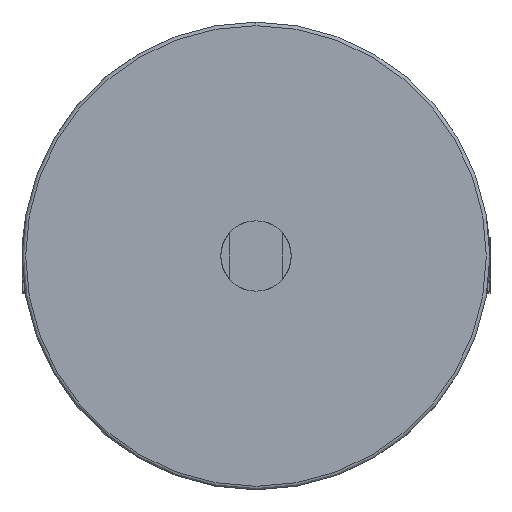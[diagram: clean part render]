
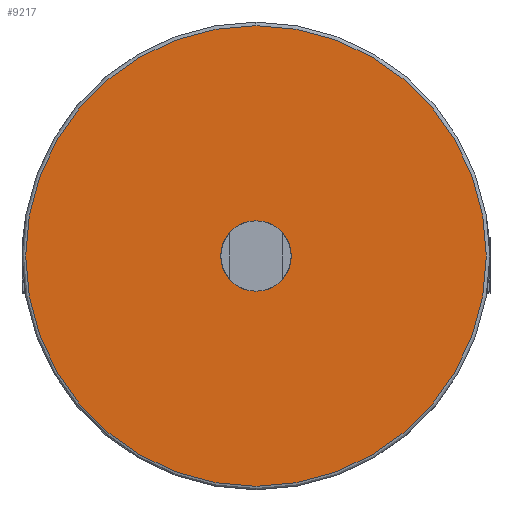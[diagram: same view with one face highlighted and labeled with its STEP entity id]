
A CAD part, left-side view. The second image highlights one B-rep face of the part: STEP entity #9217.
In plain terms, the highlighted planar face has unit normal (-1, 0, 0).
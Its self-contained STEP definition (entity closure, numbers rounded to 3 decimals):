
#83 = CARTESIAN_POINT ( 'NONE',  ( -700., 0., 0. ) ) ;
#368 = CARTESIAN_POINT ( 'NONE',  ( -700., 0., 0. ) ) ;
#720 = FACE_BOUND ( 'NONE', #3168, .T. ) ;
#893 = ORIENTED_EDGE ( 'NONE', *, *, #10026, .T. ) ;
#953 = AXIS2_PLACEMENT_3D ( 'NONE', #12762, #5433, #13979 ) ;
#1077 = VERTEX_POINT ( 'NONE', #1482 ) ;
#1343 = PLANE ( 'NONE',  #9106 ) ;
#1386 = DIRECTION ( 'NONE',  ( 0., 0., 1. ) ) ;
#1482 = CARTESIAN_POINT ( 'NONE',  ( -700., 0., -10. ) ) ;
#1503 = ORIENTED_EDGE ( 'NONE', *, *, #3369, .T. ) ;
#1508 = DIRECTION ( 'NONE',  ( -1., 0., 0. ) ) ;
#1658 = DIRECTION ( 'NONE',  ( 0., 0., 1. ) ) ;
#1757 = ORIENTED_EDGE ( 'NONE', *, *, #5594, .F. ) ;
#2115 = ORIENTED_EDGE ( 'NONE', *, *, #13574, .F. ) ;
#2159 = VERTEX_POINT ( 'NONE', #6805 ) ;
#2162 = EDGE_LOOP ( 'NONE', ( #893, #1503 ) ) ;
#2931 = VERTEX_POINT ( 'NONE', #5561 ) ;
#3168 = EDGE_LOOP ( 'NONE', ( #1757, #2115 ) ) ;
#3369 = EDGE_CURVE ( 'NONE', #2159, #2931, #13534, .T. ) ;
#3681 = CARTESIAN_POINT ( 'NONE',  ( -700., 66.5, 0. ) ) ;
#3861 = AXIS2_PLACEMENT_3D ( 'NONE', #368, #9115, #1658 ) ;
#4790 = AXIS2_PLACEMENT_3D ( 'NONE', #8980, #1508, #10185 ) ;
#5433 = DIRECTION ( 'NONE',  ( -1., 0., 0. ) ) ;
#5561 = CARTESIAN_POINT ( 'NONE',  ( -700., 0., 65.5 ) ) ;
#5594 = EDGE_CURVE ( 'NONE', #1077, #13573, #7397, .T. ) ;
#6805 = CARTESIAN_POINT ( 'NONE',  ( -700., 0., -65.5 ) ) ;
#7397 = CIRCLE ( 'NONE', #4790, 10. ) ;
#7807 = CARTESIAN_POINT ( 'NONE',  ( -700., 0., 10. ) ) ;
#8673 = DIRECTION ( 'NONE',  ( -1., 0., 0. ) ) ;
#8861 = DIRECTION ( 'NONE',  ( -1., 0., 0. ) ) ;
#8980 = CARTESIAN_POINT ( 'NONE',  ( -700., 0., 0. ) ) ;
#9106 = AXIS2_PLACEMENT_3D ( 'NONE', #3681, #8673, #10023 ) ;
#9115 = DIRECTION ( 'NONE',  ( -1., 0., 0. ) ) ;
#9217 = ADVANCED_FACE ( 'NONE', ( #11010, #720 ), #1343, .T. ) ;
#10023 = DIRECTION ( 'NONE',  ( 0., 0., 1. ) ) ;
#10026 = EDGE_CURVE ( 'NONE', #2931, #2159, #10441, .T. ) ;
#10185 = DIRECTION ( 'NONE',  ( 0., 0., 1. ) ) ;
#10441 = CIRCLE ( 'NONE', #953, 65.5 ) ;
#11010 = FACE_OUTER_BOUND ( 'NONE', #2162, .T. ) ;
#11210 = AXIS2_PLACEMENT_3D ( 'NONE', #83, #8861, #1386 ) ;
#12762 = CARTESIAN_POINT ( 'NONE',  ( -700., 0., 0. ) ) ;
#13534 = CIRCLE ( 'NONE', #11210, 65.5 ) ;
#13573 = VERTEX_POINT ( 'NONE', #7807 ) ;
#13574 = EDGE_CURVE ( 'NONE', #13573, #1077, #15939, .T. ) ;
#13979 = DIRECTION ( 'NONE',  ( 0., 0., 1. ) ) ;
#15939 = CIRCLE ( 'NONE', #3861, 10. ) ;
